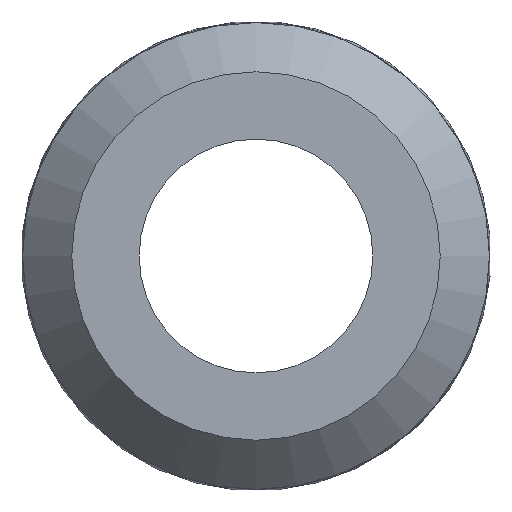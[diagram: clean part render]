
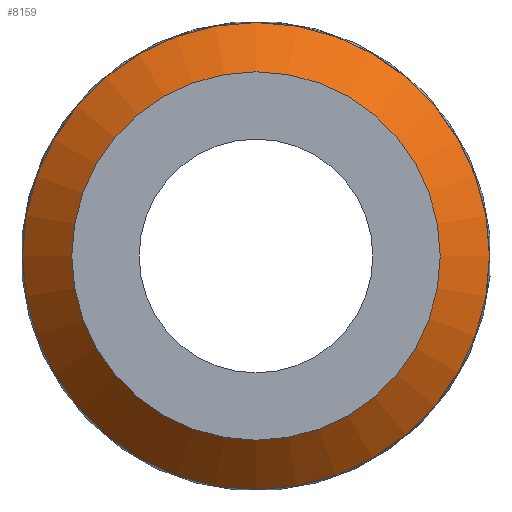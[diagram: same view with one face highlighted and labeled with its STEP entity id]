
A CAD part, left-side view. The second image highlights one B-rep face of the part: STEP entity #8159.
In plain terms, the highlighted conical face has half-angle 45 degrees and reference radius 25.4 mm.
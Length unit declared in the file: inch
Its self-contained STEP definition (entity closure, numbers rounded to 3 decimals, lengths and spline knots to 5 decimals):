
#8004=CARTESIAN_POINT('',(0.0855,0.4055,0.));
#8005=VERTEX_POINT('',#8004);
#8006=CARTESIAN_POINT('',(0.0855,0.0,0.0));
#8007=DIRECTION('',(-1.0,0.0,0.0));
#8008=DIRECTION('',(0.0,-1.0,0.0));
#8009=AXIS2_PLACEMENT_3D('',#8006,#8007,#8008);
#8010=CIRCLE('',#8009,0.4055);
#8011=EDGE_CURVE('',#8005,#8005,#8010,.T.);
#8140=CARTESIAN_POINT('',(0.68,0.0,0.0));
#8141=DIRECTION('',(1.0,0.0,0.0));
#8142=DIRECTION('',(0.0,-1.0,0.0));
#8143=AXIS2_PLACEMENT_3D('',#8140,#8141,#8142);
#8144=CONICAL_SURFACE('',#8143,1.0,45.);
#8145=CARTESIAN_POINT('',(0.,0.32,0.));
#8146=VERTEX_POINT('',#8145);
#8147=CARTESIAN_POINT('',(0.,0.0,0.0));
#8148=DIRECTION('',(1.0,0.0,0.0));
#8149=DIRECTION('',(0.0,-1.0,0.0));
#8150=AXIS2_PLACEMENT_3D('',#8147,#8148,#8149);
#8151=CIRCLE('',#8150,0.32);
#8152=EDGE_CURVE('',#8146,#8146,#8151,.T.);
#8153=ORIENTED_EDGE('',*,*,#8152,.T.);
#8154=EDGE_LOOP('',(#8153));
#8155=FACE_OUTER_BOUND('',#8154,.T.);
#8156=ORIENTED_EDGE('',*,*,#8011,.T.);
#8157=EDGE_LOOP('',(#8156));
#8158=FACE_BOUND('',#8157,.T.);
#8159=ADVANCED_FACE('',(#8155,#8158),#8144,.T.);
